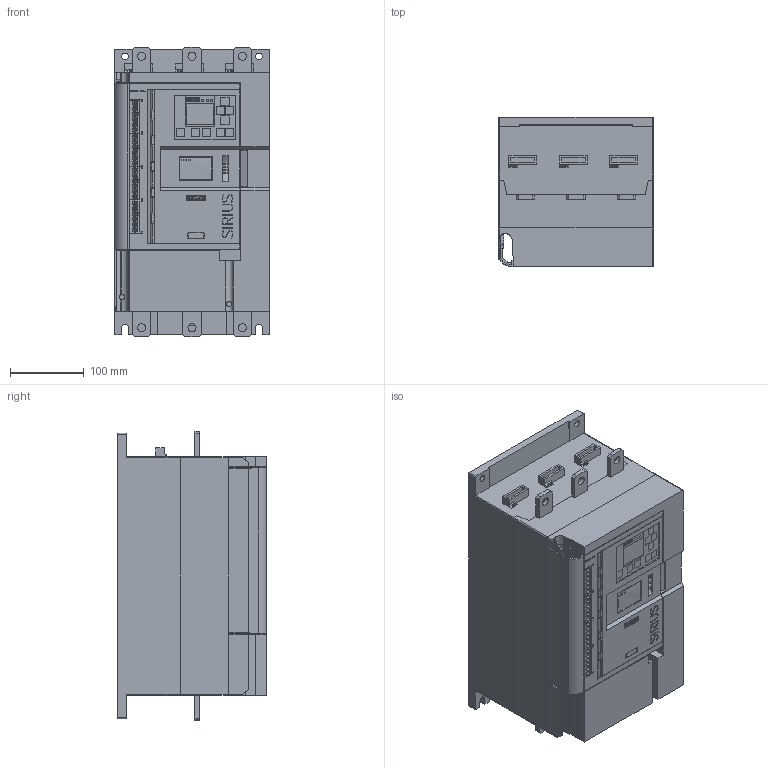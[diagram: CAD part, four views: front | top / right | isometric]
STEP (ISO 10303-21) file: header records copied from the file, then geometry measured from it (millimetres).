
FILE_DESCRIPTION(('no description'),'unknown implementation level');
FILE_NAME('3RW5543-6HA04_3D_v.stp',' ',('SIEMENS A&D'),('CADClick - KiM GmbH - www.kimweb.de'),'unknown preprocess','ACIS','unknown authorization');
FILE_SCHEMA(('automotive_design'));
Length unit declared in the file: millimetre
Products named in the file (1): 1
Bounding box: 210 x 203 x 393 mm (x, y, z)
Volume: 13268218.8 mm3; surface area: 628170.1 mm2
Topology: 1 solids, 1 shells, 3536 faces, 9993 edges, 6556 vertices
Faces by surface type: plane 2791, cylinder 550, cone 179, torus 8, sphere 8
Entity records: 226814 total; most frequent: CARTESIAN_POINT 23575, STYLED_ITEM 20070, PRESENTATION_STYLE_ASSIGNMENT 20070, COLOUR_RGB 20070, ORIENTED_EDGE 19954, DIRECTION 18169, EDGE_CURVE 9977, CURVE_STYLE 9977
